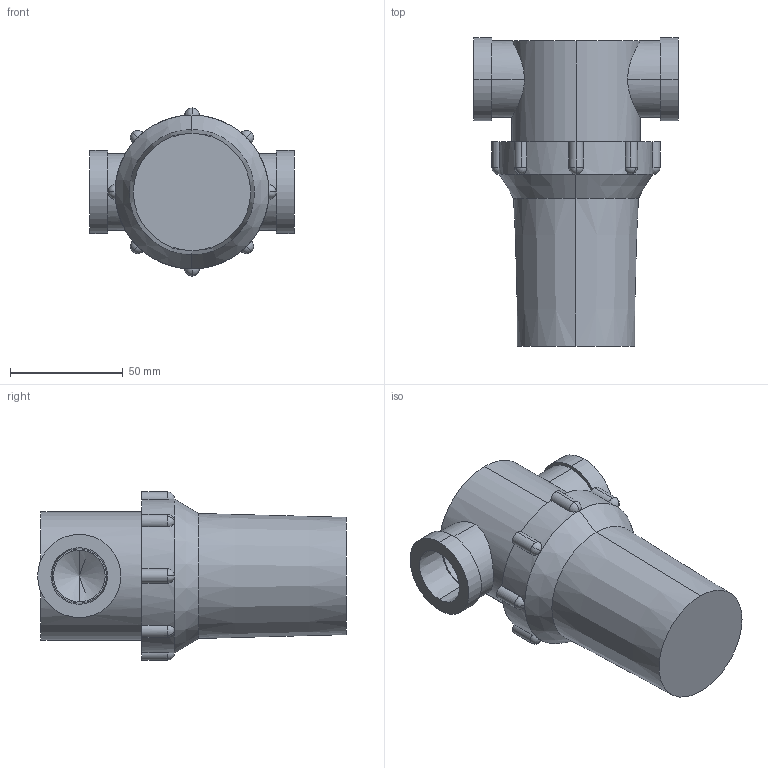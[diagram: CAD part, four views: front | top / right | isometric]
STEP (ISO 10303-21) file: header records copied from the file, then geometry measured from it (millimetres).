
FILE_DESCRIPTION (( 'STEP AP214' ), '1' );
FILE_NAME ('7105.STEP', '2008-04-29T16:36:11', ( ' ' ), ( ' ' ), 'SwSTEP 2.0', 'SolidWorks 2008', '' );
FILE_SCHEMA (( 'AUTOMOTIVE_DESIGN' ));
Length unit declared in the file: inch
Products named in the file (3): 7105; 7105BODY; 33078
Assembly tree (2 placements, depth 2):
  7105
    33078
    7105BODY
Bounding box: 90.81 x 137.1 x 74.68 mm (x, y, z)
Volume: 363972.4 mm3; surface area: 44669.7 mm2
Topology: 2 solids, 2 shells, 75 faces, 202 edges, 117 vertices
Faces by surface type: cylinder 37, sphere 16, cone 12, plane 10
Entity records: 2731 total; most frequent: CARTESIAN_POINT 857, DIRECTION 407, ORIENTED_EDGE 340, AXIS2_PLACEMENT_3D 179, EDGE_CURVE 170, VERTEX_POINT 105, CIRCLE 99, EDGE_LOOP 81
